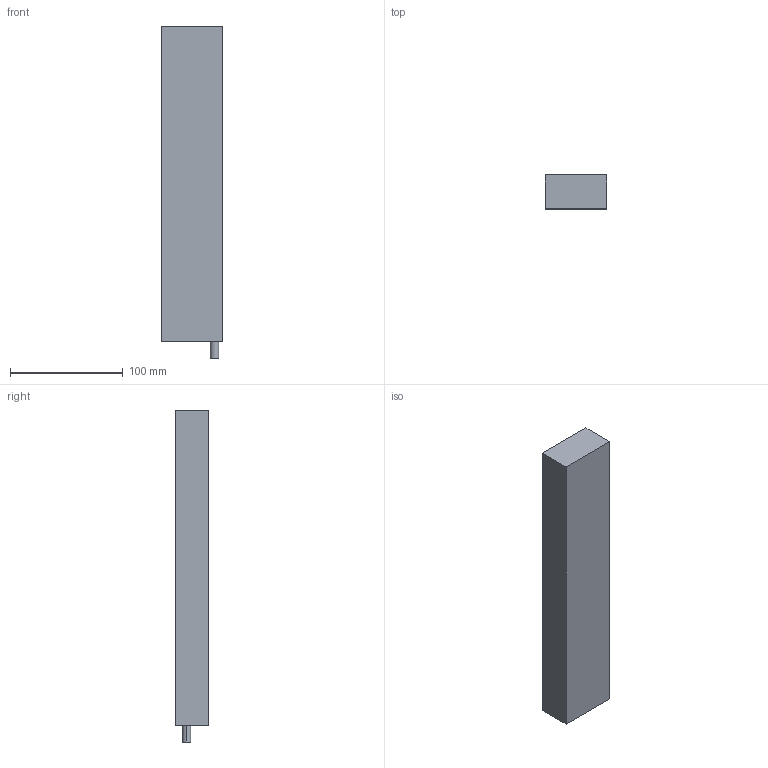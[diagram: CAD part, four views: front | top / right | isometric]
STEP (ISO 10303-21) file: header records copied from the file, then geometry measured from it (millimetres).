
FILE_DESCRIPTION (( 'STEP AP203' ), '1' );
FILE_NAME ('ZW3-H35-3线圈.STEP', '2021-08-24T09:53:01', ( '' ), ( '' ), 'SwSTEP 2.0', 'SolidWorks 2020', '' );
FILE_SCHEMA (( 'CONFIG_CONTROL_DESIGN' ));
Length unit declared in the file: millimetre
Products named in the file (1): ZW3-H35-3线圈
Bounding box: 55 x 30 x 295 mm (x, y, z)
Volume: 460176 mm3; surface area: 53576.3 mm2
Topology: 1 solids, 1 shells, 65 faces, 158 edges, 82 vertices
Faces by surface type: cylinder 30, cone 28, plane 7
Entity records: 1769 total; most frequent: DIRECTION 322, CARTESIAN_POINT 278, ORIENTED_EDGE 260, EDGE_CURVE 130, AXIS2_PLACEMENT_3D 126, VERTEX_POINT 82, EDGE_LOOP 80, LINE 70
